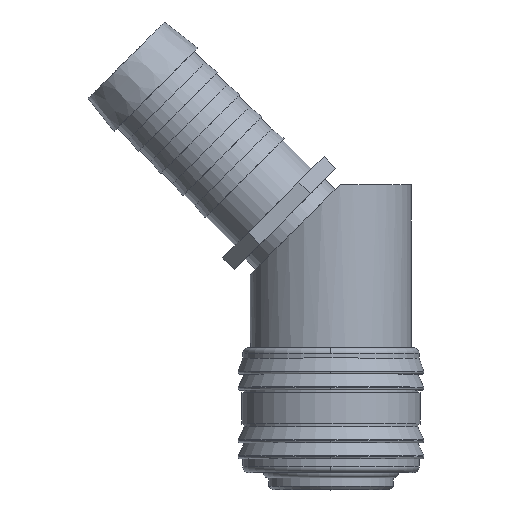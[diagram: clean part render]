
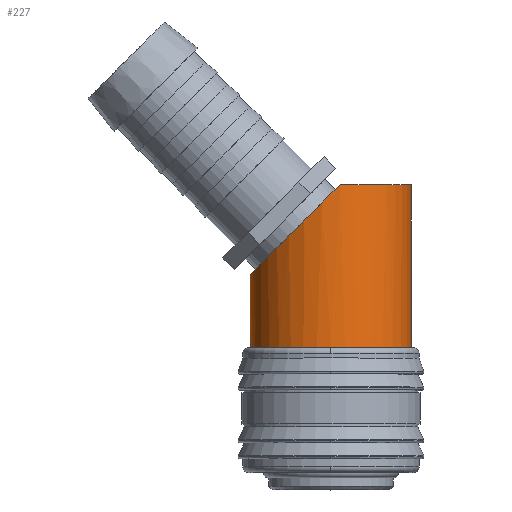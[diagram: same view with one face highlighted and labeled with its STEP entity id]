
A CAD part, top view. The second image highlights one B-rep face of the part: STEP entity #227.
In plain terms, the highlighted cylindrical face has radius 11.61 mm (diameter 23.22 mm), a partial arc.
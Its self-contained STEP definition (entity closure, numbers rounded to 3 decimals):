
#227=ADVANCED_FACE('',(#512),#513,.T.);
#512=FACE_OUTER_BOUND('',#847,.T.);
#513=CYLINDRICAL_SURFACE('',#848,11.61);
#847=EDGE_LOOP('',(#1441,#1442,#1443,#1444,#1445));
#848=AXIS2_PLACEMENT_3D('',#1446,#1447,#1448);
#1441=ORIENTED_EDGE('',*,*,#2115,.T.);
#1442=ORIENTED_EDGE('',*,*,#2116,.F.);
#1443=ORIENTED_EDGE('',*,*,#1958,.T.);
#1444=ORIENTED_EDGE('',*,*,#2117,.T.);
#1445=ORIENTED_EDGE('',*,*,#2048,.F.);
#1446=CARTESIAN_POINT('',(0.0,31.35,0.0));
#1447=DIRECTION('',(-0.0,1.0,0.0));
#1448=DIRECTION('',(1.0,0.0,0.0));
#1958=EDGE_CURVE('',#2340,#2341,#2342,.T.);
#2048=EDGE_CURVE('',#2494,#2493,#2496,.T.);
#2115=EDGE_CURVE('',#2494,#2584,#2585,.T.);
#2116=EDGE_CURVE('',#2340,#2584,#2586,.T.);
#2117=EDGE_CURVE('',#2341,#2493,#2587,.T.);
#2340=VERTEX_POINT('',#2884);
#2341=VERTEX_POINT('',#2885);
#2342=ELLIPSE('',#2886,16.419,11.61);
#2493=VERTEX_POINT('',#3060);
#2494=VERTEX_POINT('',#3061);
#2496=CIRCLE('',#3063,11.61);
#2584=VERTEX_POINT('',#3213);
#2585=LINE('',#3214,#3215);
#2586=CIRCLE('',#3216,11.61);
#2587=LINE('',#3217,#3218);
#2884=CARTESIAN_POINT('',(1.325,44.0,11.534));
#2885=CARTESIAN_POINT('',(-11.61,31.065,0.));
#2886=AXIS2_PLACEMENT_3D('',#3499,#3500,#3501);
#3060=CARTESIAN_POINT('',(-11.61,20.5,0.));
#3061=CARTESIAN_POINT('',(11.61,20.5,0.));
#3063=AXIS2_PLACEMENT_3D('',#3669,#3670,#3671);
#3213=CARTESIAN_POINT('',(11.61,44.0,0.));
#3214=CARTESIAN_POINT('',(11.61,31.35,0.));
#3215=VECTOR('',#3784,1.0);
#3216=AXIS2_PLACEMENT_3D('',#3785,#3786,#3787);
#3217=CARTESIAN_POINT('',(-11.61,31.35,0.));
#3218=VECTOR('',#3788,1.0);
#3499=CARTESIAN_POINT('',(0.0,42.675,0.0));
#3500=DIRECTION('',(0.707,-0.707,0.0));
#3501=DIRECTION('',(0.707,0.707,0.0));
#3669=CARTESIAN_POINT('',(0.0,20.5,0.0));
#3670=DIRECTION('',(0.0,-1.0,-0.0));
#3671=DIRECTION('',(1.0,0.0,0.0));
#3784=DIRECTION('',(0.0,1.0,0.0));
#3785=CARTESIAN_POINT('',(0.0,44.0,0.0));
#3786=DIRECTION('',(-0.0,1.0,0.0));
#3787=DIRECTION('',(1.0,0.0,0.0));
#3788=DIRECTION('',(-0.0,-1.0,-0.0));
